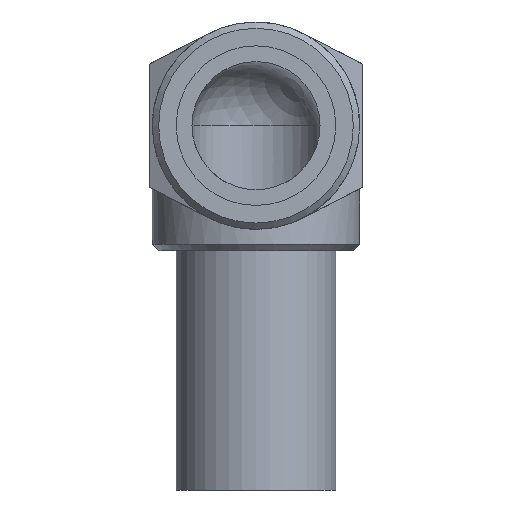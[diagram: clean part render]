
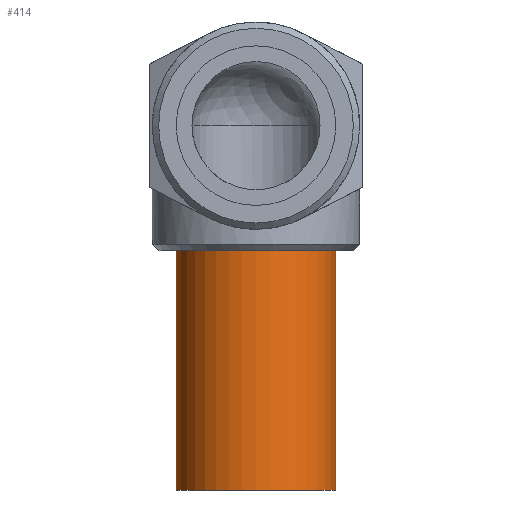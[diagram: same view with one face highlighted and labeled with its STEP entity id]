
A CAD part, front view. The second image highlights one B-rep face of the part: STEP entity #414.
In plain terms, the highlighted cylindrical face has radius 6.35 mm (diameter 12.7 mm), a full revolution.
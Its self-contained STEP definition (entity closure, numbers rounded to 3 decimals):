
#43=CIRCLE('',#471,6.35);
#50=CIRCLE('',#484,6.35);
#75=LINE('',#860,#101);
#101=VECTOR('',#585,6.35);
#117=CYLINDRICAL_SURFACE('',#483,6.35);
#133=FACE_OUTER_BOUND('',#161,.T.);
#161=EDGE_LOOP('',(#351,#352,#353,#354));
#206=VERTEX_POINT('',#835);
#214=VERTEX_POINT('',#858);
#254=EDGE_CURVE('',#206,#206,#43,.T.);
#265=EDGE_CURVE('',#214,#214,#50,.T.);
#266=EDGE_CURVE('',#214,#206,#75,.T.);
#351=ORIENTED_EDGE('',*,*,#265,.F.);
#352=ORIENTED_EDGE('',*,*,#266,.T.);
#353=ORIENTED_EDGE('',*,*,#254,.F.);
#354=ORIENTED_EDGE('',*,*,#266,.F.);
#414=ADVANCED_FACE('',(#133),#117,.T.);
#471=AXIS2_PLACEMENT_3D('',#836,#555,#556);
#483=AXIS2_PLACEMENT_3D('',#857,#581,#582);
#484=AXIS2_PLACEMENT_3D('',#859,#583,#584);
#555=DIRECTION('center_axis',(0.,0.,1.));
#556=DIRECTION('ref_axis',(1.,0.,0.));
#581=DIRECTION('center_axis',(0.,0.,-1.));
#582=DIRECTION('ref_axis',(1.,0.,0.));
#583=DIRECTION('center_axis',(0.,0.,-1.));
#584=DIRECTION('ref_axis',(1.,0.,0.));
#585=DIRECTION('',(0.,0.,1.));
#835=CARTESIAN_POINT('',(-6.35,0.,-9.95));
#836=CARTESIAN_POINT('Origin',(0.,0.,-9.95));
#857=CARTESIAN_POINT('Origin',(0.,0.,0.));
#858=CARTESIAN_POINT('',(-6.35,0.,-29.));
#859=CARTESIAN_POINT('Origin',(0.,0.,-29.));
#860=CARTESIAN_POINT('',(-6.35,0.,0.));
